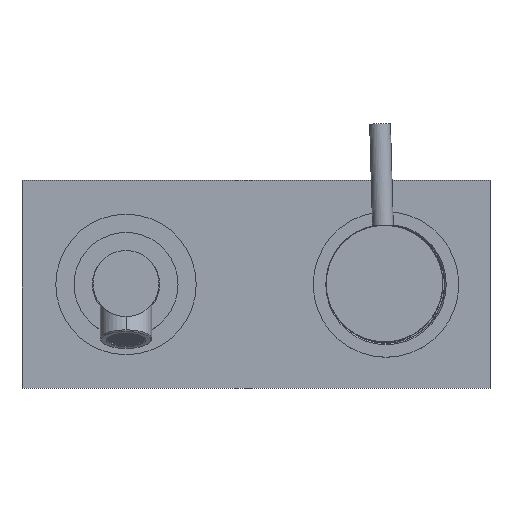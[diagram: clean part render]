
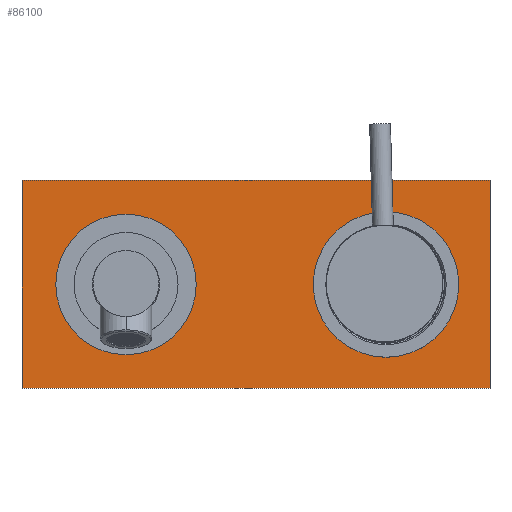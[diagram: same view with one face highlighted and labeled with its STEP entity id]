
A CAD part, top view. The second image highlights one B-rep face of the part: STEP entity #86100.
In plain terms, the highlighted planar face has unit normal (0, 0, 1).
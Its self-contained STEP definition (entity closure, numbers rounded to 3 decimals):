
#665 = CARTESIAN_POINT ( 'NONE',  ( 50., 0., 57.4 ) ) ;
#1698 = CIRCLE ( 'NONE', #39853, 28. ) ;
#5034 = VERTEX_POINT ( 'NONE', #68204 ) ;
#7976 = DIRECTION ( 'NONE',  ( 0., -1., 0. ) ) ;
#10115 = FACE_BOUND ( 'NONE', #46435, .T. ) ;
#12035 = EDGE_CURVE ( 'NONE', #27167, #5034, #68696, .T. ) ;
#12254 = ORIENTED_EDGE ( 'NONE', *, *, #12035, .T. ) ;
#14376 = CARTESIAN_POINT ( 'NONE',  ( -23., 0., 57.4 ) ) ;
#14910 = VECTOR ( 'NONE', #33592, 1000. ) ;
#16026 = CARTESIAN_POINT ( 'NONE',  ( 50., 0., 57.4 ) ) ;
#18714 = LINE ( 'NONE', #48318, #37725 ) ;
#19177 = VERTEX_POINT ( 'NONE', #71572 ) ;
#20667 = AXIS2_PLACEMENT_3D ( 'NONE', #16026, #66075, #23311 ) ;
#21963 = CARTESIAN_POINT ( 'NONE',  ( -50., 0., 57.4 ) ) ;
#22179 = ORIENTED_EDGE ( 'NONE', *, *, #32383, .T. ) ;
#23311 = DIRECTION ( 'NONE',  ( 0., -1., 0. ) ) ;
#23608 = EDGE_CURVE ( 'NONE', #71168, #27167, #91143, .T. ) ;
#26644 = CARTESIAN_POINT ( 'NONE',  ( -50., 0., 57.4 ) ) ;
#26967 = FACE_BOUND ( 'NONE', #64828, .T. ) ;
#27167 = VERTEX_POINT ( 'NONE', #44892 ) ;
#28362 = ORIENTED_EDGE ( 'NONE', *, *, #48550, .T. ) ;
#28425 = CIRCLE ( 'NONE', #20667, 28. ) ;
#29080 = CARTESIAN_POINT ( 'NONE',  ( -90., 40., 57.4 ) ) ;
#29167 = DIRECTION ( 'NONE',  ( -1., 0., 0. ) ) ;
#30682 = VECTOR ( 'NONE', #52089, 1000. ) ;
#32383 = EDGE_CURVE ( 'NONE', #41169, #71168, #18714, .T. ) ;
#33592 = DIRECTION ( 'NONE',  ( 1., 0., 0. ) ) ;
#33792 = DIRECTION ( 'NONE',  ( -1., 0., 0. ) ) ;
#36490 = ORIENTED_EDGE ( 'NONE', *, *, #74995, .T. ) ;
#37725 = VECTOR ( 'NONE', #55798, 1000. ) ;
#39333 = CARTESIAN_POINT ( 'NONE',  ( 50., 28., 57.4 ) ) ;
#39795 = VERTEX_POINT ( 'NONE', #43200 ) ;
#39853 = AXIS2_PLACEMENT_3D ( 'NONE', #665, #50906, #7976 ) ;
#40084 = CIRCLE ( 'NONE', #56977, 27. ) ;
#41169 = VERTEX_POINT ( 'NONE', #49007 ) ;
#43015 = EDGE_CURVE ( 'NONE', #78869, #39795, #28425, .T. ) ;
#43058 = CARTESIAN_POINT ( 'NONE',  ( 0., 0., 57.4 ) ) ;
#43200 = CARTESIAN_POINT ( 'NONE',  ( 50., -28., 57.4 ) ) ;
#44892 = CARTESIAN_POINT ( 'NONE',  ( 90., -40., 57.4 ) ) ;
#46435 = EDGE_LOOP ( 'NONE', ( #36490, #88294 ) ) ;
#46806 = VERTEX_POINT ( 'NONE', #14376 ) ;
#47390 = EDGE_CURVE ( 'NONE', #5034, #41169, #64688, .T. ) ;
#48318 = CARTESIAN_POINT ( 'NONE',  ( -90., 40., 57.4 ) ) ;
#48550 = EDGE_CURVE ( 'NONE', #46806, #19177, #75548, .T. ) ;
#49007 = CARTESIAN_POINT ( 'NONE',  ( -90., 40., 57.4 ) ) ;
#50253 = DIRECTION ( 'NONE',  ( 1., 0., 0. ) ) ;
#50906 = DIRECTION ( 'NONE',  ( 0., 0., -1. ) ) ;
#51487 = CARTESIAN_POINT ( 'NONE',  ( 90., 40., 57.4 ) ) ;
#52089 = DIRECTION ( 'NONE',  ( 0., 1., 0. ) ) ;
#55798 = DIRECTION ( 'NONE',  ( 0., -1., 0. ) ) ;
#56977 = AXIS2_PLACEMENT_3D ( 'NONE', #26644, #76672, #33792 ) ;
#57119 = PLANE ( 'NONE',  #57434 ) ;
#57434 = AXIS2_PLACEMENT_3D ( 'NONE', #43058, #93146, #50253 ) ;
#62049 = CARTESIAN_POINT ( 'NONE',  ( -90., -40., 57.4 ) ) ;
#62706 = FACE_OUTER_BOUND ( 'NONE', #64922, .T. ) ;
#64688 = LINE ( 'NONE', #29080, #79336 ) ;
#64828 = EDGE_LOOP ( 'NONE', ( #71464, #28362 ) ) ;
#64922 = EDGE_LOOP ( 'NONE', ( #22179, #90271, #12254, #86202 ) ) ;
#66075 = DIRECTION ( 'NONE',  ( 0., 0., -1. ) ) ;
#68204 = CARTESIAN_POINT ( 'NONE',  ( 90., 40., 57.4 ) ) ;
#68696 = LINE ( 'NONE', #51487, #30682 ) ;
#71168 = VERTEX_POINT ( 'NONE', #78036 ) ;
#71464 = ORIENTED_EDGE ( 'NONE', *, *, #78446, .T. ) ;
#71572 = CARTESIAN_POINT ( 'NONE',  ( -77., 0., 57.4 ) ) ;
#71979 = DIRECTION ( 'NONE',  ( 0., 0., -1. ) ) ;
#74995 = EDGE_CURVE ( 'NONE', #39795, #78869, #1698, .T. ) ;
#75548 = CIRCLE ( 'NONE', #84795, 27. ) ;
#76672 = DIRECTION ( 'NONE',  ( 0., 0., -1. ) ) ;
#78036 = CARTESIAN_POINT ( 'NONE',  ( -90., -40., 57.4 ) ) ;
#78446 = EDGE_CURVE ( 'NONE', #19177, #46806, #40084, .T. ) ;
#78869 = VERTEX_POINT ( 'NONE', #39333 ) ;
#79336 = VECTOR ( 'NONE', #86369, 1000. ) ;
#84795 = AXIS2_PLACEMENT_3D ( 'NONE', #21963, #71979, #29167 ) ;
#86100 = ADVANCED_FACE ( 'NONE', ( #10115, #26967, #62706 ), #57119, .T. ) ;
#86202 = ORIENTED_EDGE ( 'NONE', *, *, #47390, .T. ) ;
#86369 = DIRECTION ( 'NONE',  ( -1., 0., 0. ) ) ;
#88294 = ORIENTED_EDGE ( 'NONE', *, *, #43015, .T. ) ;
#90271 = ORIENTED_EDGE ( 'NONE', *, *, #23608, .T. ) ;
#91143 = LINE ( 'NONE', #62049, #14910 ) ;
#93146 = DIRECTION ( 'NONE',  ( 0., 0., 1. ) ) ;
